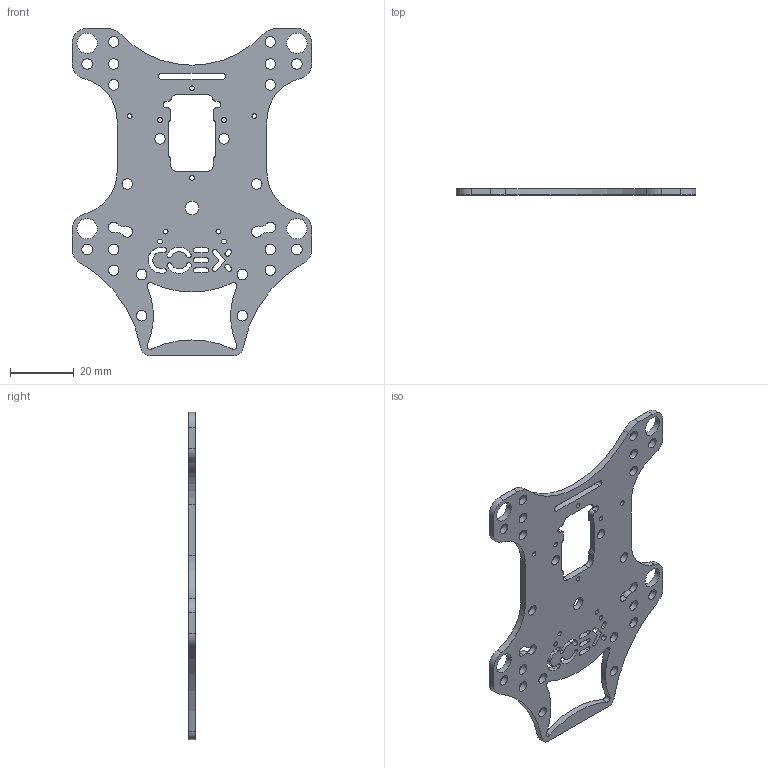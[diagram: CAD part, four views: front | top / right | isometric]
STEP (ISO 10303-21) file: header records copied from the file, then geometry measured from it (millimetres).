
FILE_DESCRIPTION(/* description */ (''),/* implementation_level */ '2;1');
FILE_NAME(/* name */ 'Дека захвата.stp',/* time_stamp */ '2020-03-26T11:41:44+03:00',/* author */ ('copter'),/* organization */ (''),/* preprocessor_version */ 'ST-DEVELOPER v16.1',/* originating_system */ 'Autodesk Inventor 2016',/* authorisation */ '');
FILE_SCHEMA (('AUTOMOTIVE_DESIGN { 1 0 10303 214 3 1 1 }'));
Length unit declared in the file: millimetre
Products named in the file (1): Дека \X2\0437043004450432043004420430
\X0\_4.1.3
Bounding box: 74.9 x 2 x 102.32 mm (x, y, z)
Volume: 8009.2 mm3; surface area: 10246 mm2
Topology: 1 solids, 1 shells, 159 faces, 487 edges, 330 vertices
Faces by surface type: cylinder 108, plane 43, bspline 8
Full cylindrical faces by diameter (mm): 1.5 x10, 3.3 x22, 4.2 x1, 6.4 x4
Entity records: 6376 total; most frequent: CARTESIAN_POINT 1864, DIRECTION 946, ORIENTED_EDGE 868, EDGE_CURVE 434, AXIS2_PLACEMENT_3D 372, VERTEX_POINT 314, EDGE_LOOP 298, CIRCLE 220
